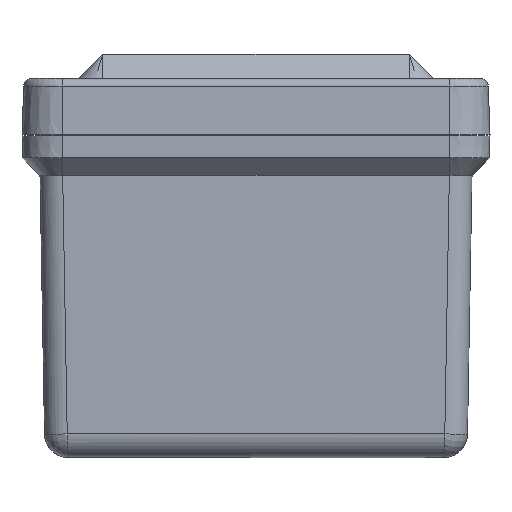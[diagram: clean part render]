
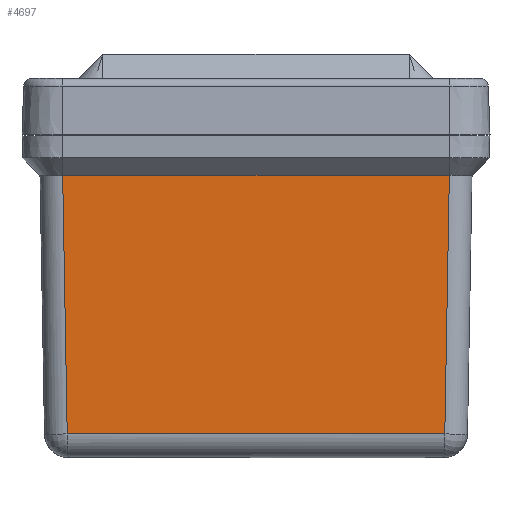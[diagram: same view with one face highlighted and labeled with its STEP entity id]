
A CAD part, front view. The second image highlights one B-rep face of the part: STEP entity #4697.
In plain terms, the highlighted face is planar.
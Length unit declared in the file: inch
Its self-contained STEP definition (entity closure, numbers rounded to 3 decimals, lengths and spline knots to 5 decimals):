
#289=LINE($,#8194,#613);
#290=LINE($,#8197,#614);
#291=LINE($,#8199,#615);
#292=LINE($,#8200,#616);
#613=VECTOR($,#6072,2.92494);
#614=VECTOR($,#6075,2.00268);
#615=VECTOR($,#6076,2.99483);
#616=VECTOR($,#6077,2.00268);
#1132=FACE_OUTER_BOUND($,#1434,.T.);
#1434=EDGE_LOOP($,(#3554,#3555,#3556,#3557));
#2114=VERTEX_POINT($,#7849);
#2116=VERTEX_POINT($,#8075);
#2118=VERTEX_POINT($,#8196);
#2119=VERTEX_POINT($,#8198);
#2657=EDGE_CURVE($,#2116,#2114,#289,.T.);
#2658=EDGE_CURVE($,#2118,#2116,#290,.T.);
#2659=EDGE_CURVE($,#2119,#2118,#291,.T.);
#2660=EDGE_CURVE($,#2114,#2119,#292,.T.);
#3554=ORIENTED_EDGE($,*,*,#2657,.F.);
#3555=ORIENTED_EDGE($,*,*,#2658,.F.);
#3556=ORIENTED_EDGE($,*,*,#2659,.F.);
#3557=ORIENTED_EDGE($,*,*,#2660,.F.);
#4525=PLANE($,#5101);
#4697=ADVANCED_FACE($,(#1132),#4525,.T.);
#5101=AXIS2_PLACEMENT_3D($,#8195,#6073,#6074);
#6072=DIRECTION($,(-1.,0.,0.));
#6073=DIRECTION('center_axis',(0.,-0.017,1.));
#6074=DIRECTION('ref_axis',(-1.,0.,0.));
#6075=DIRECTION($,(-0.017,-1.,-0.017));
#6076=DIRECTION($,(1.,0.,0.));
#6077=DIRECTION($,(-0.017,1.,0.017));
#7849=CARTESIAN_POINT('',(-1.46247,0.18423,2.81149));
#8075=CARTESIAN_POINT('',(1.46247,0.18423,2.81149));
#8194=CARTESIAN_POINT($,(1.46247,0.18423,2.81149));
#8195=CARTESIAN_POINT('Origin',(1.5,2.1863,2.84644));
#8196=CARTESIAN_POINT('',(1.49742,2.1863,2.84644));
#8197=CARTESIAN_POINT($,(1.49742,2.1863,2.84644));
#8198=CARTESIAN_POINT('',(-1.49742,2.1863,2.84644));
#8199=CARTESIAN_POINT($,(-1.49742,2.1863,2.84644));
#8200=CARTESIAN_POINT($,(-1.46247,0.18423,2.81149));
